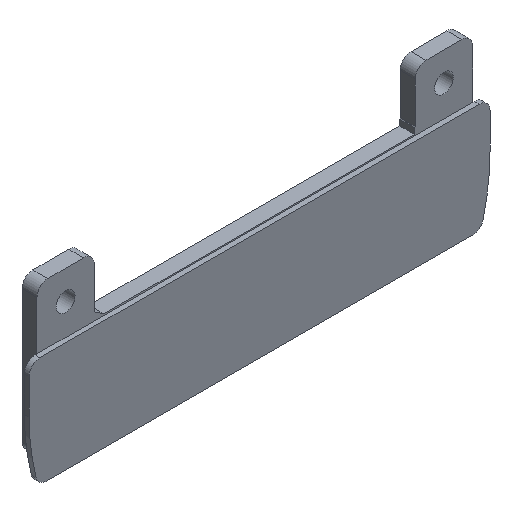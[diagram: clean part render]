
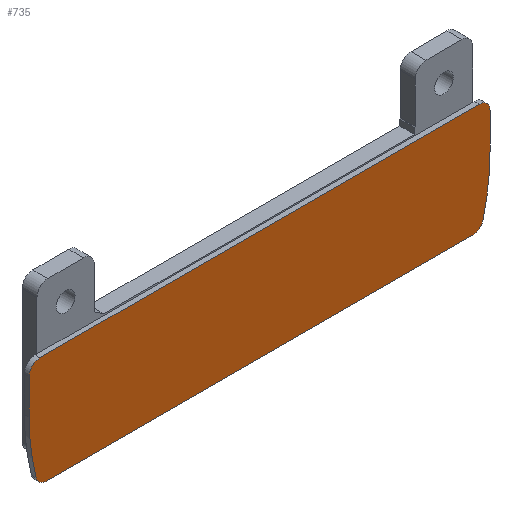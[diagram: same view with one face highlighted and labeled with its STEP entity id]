
A CAD part, isometric view. The second image highlights one B-rep face of the part: STEP entity #735.
In plain terms, the highlighted planar face has unit normal (0, -1, 0).
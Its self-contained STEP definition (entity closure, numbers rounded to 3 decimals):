
#37=FACE_OUTER_BOUND('',#78,.T.);
#78=EDGE_LOOP('',(#492,#493,#494,#495,#496,#497,#498,#499,#500,#501));
#125=CIRCLE('',#791,3.6);
#126=CIRCLE('',#792,77.);
#127=CIRCLE('',#793,3.6);
#128=CIRCLE('',#794,3.6);
#129=CIRCLE('',#795,77.);
#130=CIRCLE('',#796,3.6);
#157=LINE('',#1092,#234);
#158=LINE('',#1096,#235);
#159=LINE('',#1102,#236);
#160=LINE('',#1108,#237);
#234=VECTOR('',#867,10.);
#235=VECTOR('',#870,10.);
#236=VECTOR('',#875,10.);
#237=VECTOR('',#880,10.);
#311=VERTEX_POINT('',#1090);
#312=VERTEX_POINT('',#1091);
#313=VERTEX_POINT('',#1093);
#314=VERTEX_POINT('',#1095);
#315=VERTEX_POINT('',#1097);
#316=VERTEX_POINT('',#1099);
#317=VERTEX_POINT('',#1101);
#318=VERTEX_POINT('',#1103);
#319=VERTEX_POINT('',#1105);
#320=VERTEX_POINT('',#1107);
#383=EDGE_CURVE('',#311,#312,#157,.T.);
#384=EDGE_CURVE('',#311,#313,#125,.T.);
#385=EDGE_CURVE('',#313,#314,#158,.T.);
#386=EDGE_CURVE('',#314,#315,#126,.T.);
#387=EDGE_CURVE('',#315,#316,#127,.T.);
#388=EDGE_CURVE('',#316,#317,#159,.T.);
#389=EDGE_CURVE('',#317,#318,#128,.T.);
#390=EDGE_CURVE('',#318,#319,#129,.T.);
#391=EDGE_CURVE('',#319,#320,#160,.T.);
#392=EDGE_CURVE('',#320,#312,#130,.T.);
#492=ORIENTED_EDGE('',*,*,#383,.F.);
#493=ORIENTED_EDGE('',*,*,#384,.T.);
#494=ORIENTED_EDGE('',*,*,#385,.T.);
#495=ORIENTED_EDGE('',*,*,#386,.T.);
#496=ORIENTED_EDGE('',*,*,#387,.T.);
#497=ORIENTED_EDGE('',*,*,#388,.T.);
#498=ORIENTED_EDGE('',*,*,#389,.T.);
#499=ORIENTED_EDGE('',*,*,#390,.T.);
#500=ORIENTED_EDGE('',*,*,#391,.T.);
#501=ORIENTED_EDGE('',*,*,#392,.T.);
#710=PLANE('',#790);
#735=ADVANCED_FACE('',(#37),#710,.T.);
#790=AXIS2_PLACEMENT_3D('',#1089,#865,#866);
#791=AXIS2_PLACEMENT_3D('',#1094,#868,#869);
#792=AXIS2_PLACEMENT_3D('',#1098,#871,#872);
#793=AXIS2_PLACEMENT_3D('',#1100,#873,#874);
#794=AXIS2_PLACEMENT_3D('',#1104,#876,#877);
#795=AXIS2_PLACEMENT_3D('',#1106,#878,#879);
#796=AXIS2_PLACEMENT_3D('',#1109,#881,#882);
#865=DIRECTION('center_axis',(0.,-1.,0.));
#866=DIRECTION('ref_axis',(1.,0.,0.));
#867=DIRECTION('',(1.,0.,0.));
#868=DIRECTION('center_axis',(0.,-1.,0.));
#869=DIRECTION('ref_axis',(0.,0.,1.));
#870=DIRECTION('',(0.,0.,-1.));
#871=DIRECTION('center_axis',(0.,-1.,0.));
#872=DIRECTION('ref_axis',(-1.,0.,0.));
#873=DIRECTION('center_axis',(0.,-1.,0.));
#874=DIRECTION('ref_axis',(-0.97,0.,-0.243));
#875=DIRECTION('',(1.,0.,0.));
#876=DIRECTION('center_axis',(0.,-1.,0.));
#877=DIRECTION('ref_axis',(0.,0.,-1.));
#878=DIRECTION('center_axis',(0.,-1.,0.));
#879=DIRECTION('ref_axis',(0.97,0.,-0.243));
#880=DIRECTION('',(0.,0.,1.));
#881=DIRECTION('center_axis',(0.,-1.,0.));
#882=DIRECTION('ref_axis',(1.,0.,0.));
#1089=CARTESIAN_POINT('Origin',(0.,0.,0.));
#1090=CARTESIAN_POINT('',(-73.4,0.,18.4));
#1091=CARTESIAN_POINT('',(73.4,0.,18.4));
#1092=CARTESIAN_POINT('',(43.42,0.,18.4));
#1093=CARTESIAN_POINT('',(-77.,0.,14.8));
#1094=CARTESIAN_POINT('Origin',(-73.4,0.,
14.8));
#1095=CARTESIAN_POINT('',(-77.,0.,3.));
#1096=CARTESIAN_POINT('',(-77.,0.,14.8));
#1097=CARTESIAN_POINT('',(-74.702,0.,-15.673));
#1098=CARTESIAN_POINT('Origin',(0.,0.,
3.));
#1099=CARTESIAN_POINT('',(-71.209,0.,-18.4));
#1100=CARTESIAN_POINT('Origin',(-71.209,0.,
-14.8));
#1101=CARTESIAN_POINT('',(71.209,0.,-18.4));
#1102=CARTESIAN_POINT('',(-71.209,0.,-18.4));
#1103=CARTESIAN_POINT('',(74.702,0.,-15.673));
#1104=CARTESIAN_POINT('Origin',(71.209,0.,-14.8));
#1105=CARTESIAN_POINT('',(77.,0.,3.));
#1106=CARTESIAN_POINT('Origin',(0.,0.,
3.));
#1107=CARTESIAN_POINT('',(77.,0.,14.8));
#1108=CARTESIAN_POINT('',(77.,0.,3.));
#1109=CARTESIAN_POINT('Origin',(73.4,0.,14.8));
